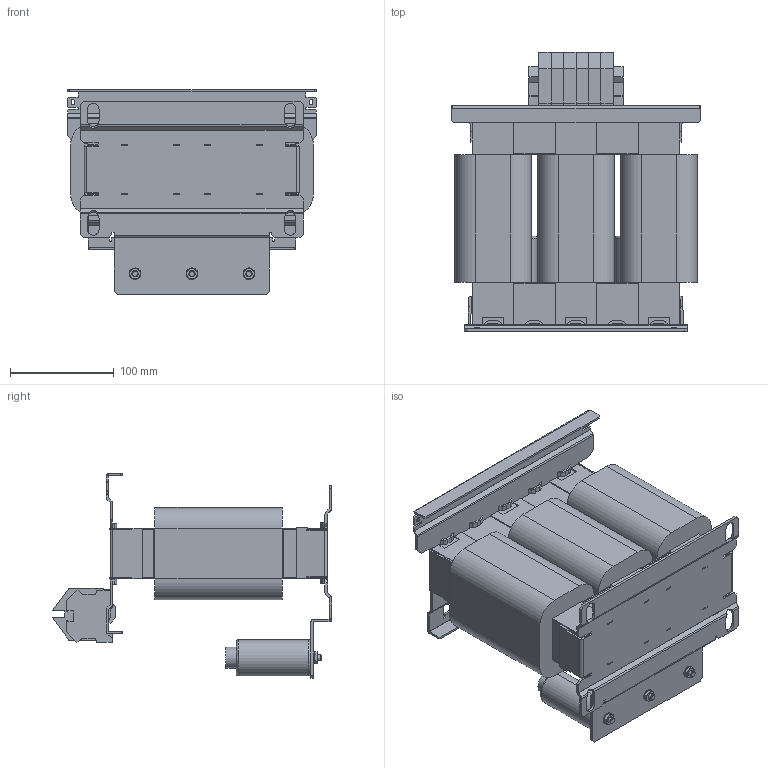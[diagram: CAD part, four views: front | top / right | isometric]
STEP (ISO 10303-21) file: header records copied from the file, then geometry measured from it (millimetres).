
FILE_DESCRIPTION (( 'STEP AP214' ), '1' );
FILE_NAME ('146987.STEP', '2020-05-29T02:52:38', ( '' ), ( '' ), 'SwSTEP 2.0', 'SolidWorks 2018', '' );
FILE_SCHEMA (( 'AUTOMOTIVE_DESIGN' ));
Length unit declared in the file: millimetre
Products named in the file (1): 146987
Bounding box: 240 x 269.7 x 197.32 mm (x, y, z)
Volume: 3692319.5 mm3; surface area: 391824.7 mm2
Topology: 1 solids, 1 shells, 1294 faces, 3539 edges, 2214 vertices
Faces by surface type: plane 960, cylinder 194, bspline 98, cone 42
Entity records: 47746 total; most frequent: CARTESIAN_POINT 9422, ORIENTED_EDGE 7006, DIRECTION 6153, EDGE_CURVE 3503, LINE 2663, VECTOR 2663, VERTEX_POINT 2214, AXIS2_PLACEMENT_3D 1745
